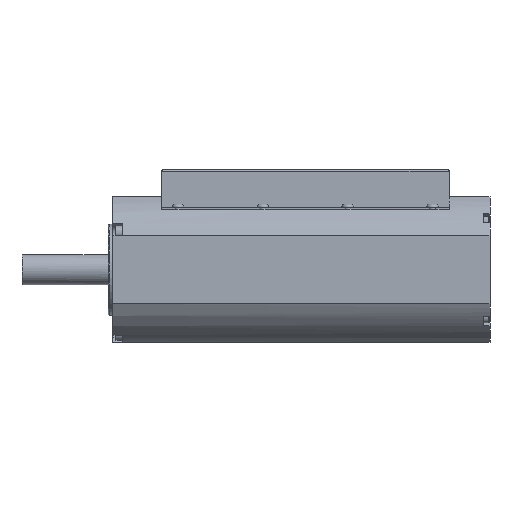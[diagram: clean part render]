
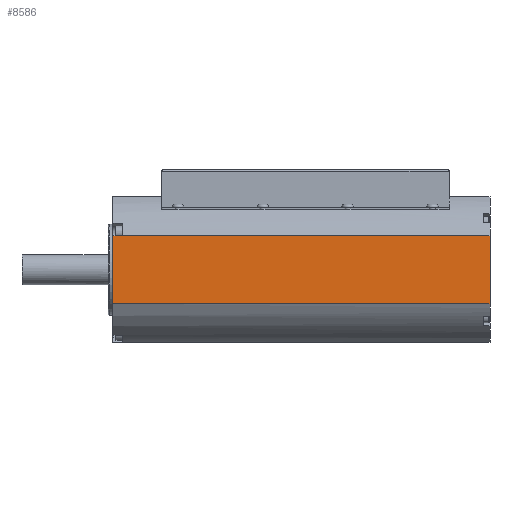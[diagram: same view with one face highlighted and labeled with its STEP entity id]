
A CAD part, front view. The second image highlights one B-rep face of the part: STEP entity #8586.
In plain terms, the highlighted planar face has unit normal (0, -1, 0).
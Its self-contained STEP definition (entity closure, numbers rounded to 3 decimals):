
#535=LINE($,#13029,#1168);
#864=LINE($,#14262,#1497);
#879=LINE($,#14313,#1512);
#882=LINE($,#14323,#1515);
#883=LINE($,#14326,#1516);
#884=LINE($,#14327,#1517);
#1168=VECTOR($,#10355,44.944);
#1497=VECTOR($,#11526,249.);
#1512=VECTOR($,#11581,6.5);
#1515=VECTOR($,#11592,242.5);
#1516=VECTOR($,#11597,0.244);
#1517=VECTOR($,#11598,44.7);
#1837=PLANE($,#9408);
#2480=FACE_OUTER_BOUND($,#3104,.T.);
#3104=EDGE_LOOP($,(#7394,#7395,#7396,#7397,#7398,#7399));
#3875=VERTEX_POINT($,#13026);
#3876=VERTEX_POINT($,#13028);
#4197=VERTEX_POINT($,#14261);
#4212=VERTEX_POINT($,#14311);
#4213=VERTEX_POINT($,#14312);
#4216=VERTEX_POINT($,#14321);
#4738=EDGE_CURVE($,#3876,#3875,#535,.T.);
#5271=EDGE_CURVE($,#3876,#4197,#864,.T.);
#5296=EDGE_CURVE($,#4212,#4213,#879,.T.);
#5302=EDGE_CURVE($,#4216,#3875,#882,.T.);
#5304=EDGE_CURVE($,#4216,#4212,#883,.T.);
#5305=EDGE_CURVE($,#4197,#4213,#884,.T.);
#7394=ORIENTED_EDGE($,*,*,#5304,.T.);
#7395=ORIENTED_EDGE($,*,*,#5296,.T.);
#7396=ORIENTED_EDGE($,*,*,#5305,.F.);
#7397=ORIENTED_EDGE($,*,*,#5271,.F.);
#7398=ORIENTED_EDGE($,*,*,#4738,.T.);
#7399=ORIENTED_EDGE($,*,*,#5302,.F.);
#8586=ADVANCED_FACE($,(#2480),#1837,.F.);
#9408=AXIS2_PLACEMENT_3D($,#14325,#11595,#11596);
#10355=DIRECTION($,(0.,0.,1.));
#11526=DIRECTION($,(-1.,0.,0.));
#11581=DIRECTION($,(-1.,0.,0.));
#11592=DIRECTION($,(1.,0.,0.));
#11595=DIRECTION('center_axis',(0.,1.,0.));
#11596=DIRECTION('ref_axis',(0.,0.,
-1.));
#11597=DIRECTION($,(0.,0.,-1.));
#11598=DIRECTION($,(0.,0.,1.));
#13026=CARTESIAN_POINT('',(173.,-48.,22.472));
#13028=CARTESIAN_POINT('',(173.,-48.,-22.472));
#13029=CARTESIAN_POINT($,(173.,-48.,-22.472));
#14261=CARTESIAN_POINT('',(-76.,-48.,-22.472));
#14262=CARTESIAN_POINT($,(-70.,-48.,-22.472));
#14311=CARTESIAN_POINT('',(-69.5,-48.,22.228));
#14312=CARTESIAN_POINT('',(-76.,-48.,22.228));
#14313=CARTESIAN_POINT($,(-76.,-48.,22.228));
#14321=CARTESIAN_POINT('',(-69.5,-48.,22.472));
#14323=CARTESIAN_POINT($,(166.,-48.,22.472));
#14325=CARTESIAN_POINT('Origin',(-76.,-48.,22.472));
#14326=CARTESIAN_POINT($,(-69.5,-48.,23.749));
#14327=CARTESIAN_POINT($,(-76.,-48.,11.236));
